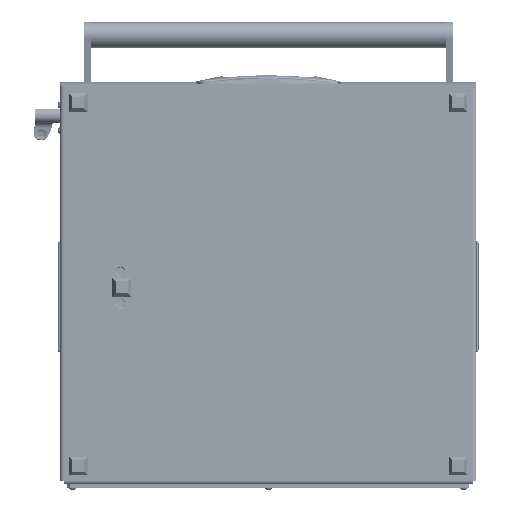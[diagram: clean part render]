
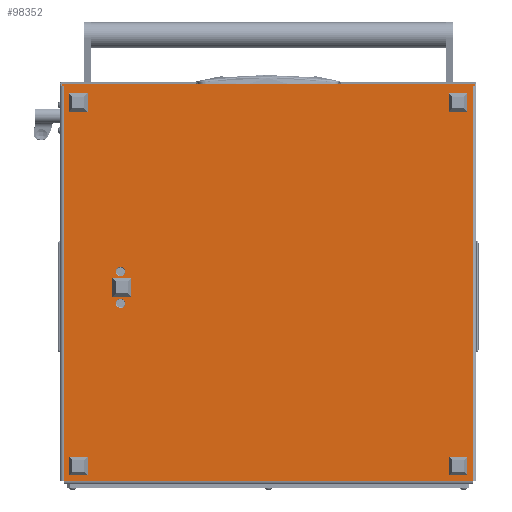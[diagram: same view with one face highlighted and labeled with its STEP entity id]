
A CAD part, front view. The second image highlights one B-rep face of the part: STEP entity #98352.
In plain terms, the highlighted face is planar.
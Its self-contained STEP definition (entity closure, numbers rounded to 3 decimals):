
#584 = ORIENTED_EDGE ( 'NONE', *, *, #60257, .T. ) ;
#587 = CARTESIAN_POINT ( 'NONE',  ( 0., -4., 0. ) ) ;
#1142 = ORIENTED_EDGE ( 'NONE', *, *, #201116, .F. ) ;
#3343 = CIRCLE ( 'NONE', #83241, 5.2 ) ;
#4584 = CARTESIAN_POINT ( 'NONE',  ( 0., 452., 0. ) ) ;
#4806 = ORIENTED_EDGE ( 'NONE', *, *, #77372, .F. ) ;
#5024 = DIRECTION ( 'NONE',  ( -1., 0., 0. ) ) ;
#6852 = EDGE_LOOP ( 'NONE', ( #122685, #156987 ) ) ;
#10293 = CARTESIAN_POINT ( 'NONE',  ( 0., 454., 0. ) ) ;
#11693 = DIRECTION ( 'NONE',  ( -1., 0., 0. ) ) ;
#15914 = ORIENTED_EDGE ( 'NONE', *, *, #134590, .F. ) ;
#16759 = LINE ( 'NONE', #79437, #87330 ) ;
#19573 = VECTOR ( 'NONE', #132311, 1000. ) ;
#22759 = DIRECTION ( 'NONE',  ( -1., 0., 0. ) ) ;
#22852 = DIRECTION ( 'NONE',  ( -1., 0., 0. ) ) ;
#24674 = VERTEX_POINT ( 'NONE', #183457 ) ;
#24677 = EDGE_CURVE ( 'NONE', #177378, #178870, #42490, .T. ) ;
#25332 = CARTESIAN_POINT ( 'NONE',  ( 240., 389., 0. ) ) ;
#25737 = LINE ( 'NONE', #74817, #78607 ) ;
#25957 = DIRECTION ( 'NONE',  ( 1., 0., 0. ) ) ;
#30704 = VERTEX_POINT ( 'NONE', #97169 ) ;
#36704 = EDGE_CURVE ( 'NONE', #176727, #82642, #114727, .T. ) ;
#37823 = CARTESIAN_POINT ( 'NONE',  ( -2., -2., 0. ) ) ;
#38737 = EDGE_CURVE ( 'NONE', #177378, #75007, #16759, .T. ) ;
#40248 = CIRCLE ( 'NONE', #113654, 5.2 ) ;
#40429 = DIRECTION ( 'NONE',  ( 0., -1., 0. ) ) ;
#41639 = LINE ( 'NONE', #88684, #96931 ) ;
#42490 = LINE ( 'NONE', #88509, #61953 ) ;
#46995 = CARTESIAN_POINT ( 'NONE',  ( 0., -2., 0. ) ) ;
#47477 = CARTESIAN_POINT ( 'NONE',  ( 210.2, 389., 0. ) ) ;
#48078 = DIRECTION ( 'NONE',  ( -1., 0., 0. ) ) ;
#48435 = VECTOR ( 'NONE', #204047, 1000. ) ;
#51879 = ORIENTED_EDGE ( 'NONE', *, *, #54666, .F. ) ;
#51943 = EDGE_CURVE ( 'NONE', #148880, #24674, #75783, .T. ) ;
#52042 = FACE_BOUND ( 'NONE', #6852, .T. ) ;
#54666 = EDGE_CURVE ( 'NONE', #30704, #166973, #40248, .T. ) ;
#60103 = CARTESIAN_POINT ( 'NONE',  ( 205., 389., 0. ) ) ;
#60257 = EDGE_CURVE ( 'NONE', #82642, #172386, #25737, .T. ) ;
#60418 = DIRECTION ( 'NONE',  ( 0., 1., 0. ) ) ;
#61953 = VECTOR ( 'NONE', #40429, 1000. ) ;
#68419 = DIRECTION ( 'NONE',  ( -1., 0., 0. ) ) ;
#68719 = CARTESIAN_POINT ( 'NONE',  ( 0., 0., 0. ) ) ;
#68783 = CARTESIAN_POINT ( 'NONE',  ( 0., 452., 0. ) ) ;
#70403 = VECTOR ( 'NONE', #5024, 1000. ) ;
#70775 = LINE ( 'NONE', #68719, #19573 ) ;
#74817 = CARTESIAN_POINT ( 'NONE',  ( -2., -4., 0. ) ) ;
#75007 = VERTEX_POINT ( 'NONE', #4584 ) ;
#75783 = CIRCLE ( 'NONE', #102527, 5.2 ) ;
#77372 = EDGE_CURVE ( 'NONE', #75007, #125031, #191548, .T. ) ;
#78607 = VECTOR ( 'NONE', #200990, 1000. ) ;
#78713 = CIRCLE ( 'NONE', #191857, 5.2 ) ;
#79437 = CARTESIAN_POINT ( 'NONE',  ( 0., 452., 0. ) ) ;
#79656 = CARTESIAN_POINT ( 'NONE',  ( 0., 0., 0. ) ) ;
#82642 = VERTEX_POINT ( 'NONE', #37823 ) ;
#83241 = AXIS2_PLACEMENT_3D ( 'NONE', #141731, #172091, #157428 ) ;
#85297 = ORIENTED_EDGE ( 'NONE', *, *, #108713, .F. ) ;
#87330 = VECTOR ( 'NONE', #48078, 1000. ) ;
#88509 = CARTESIAN_POINT ( 'NONE',  ( 436., 452., 0. ) ) ;
#88684 = CARTESIAN_POINT ( 'NONE',  ( 0., -4., 0. ) ) ;
#88909 = VECTOR ( 'NONE', #25957, 1000. ) ;
#92546 = CARTESIAN_POINT ( 'NONE',  ( 436., 0., 0. ) ) ;
#95300 = ORIENTED_EDGE ( 'NONE', *, *, #36704, .T. ) ;
#96931 = VECTOR ( 'NONE', #60418, 1000. ) ;
#97169 = CARTESIAN_POINT ( 'NONE',  ( 234.8, 389., 0. ) ) ;
#98352 = ADVANCED_FACE ( 'NONE', ( #52042, #164711, #133404 ), #166779, .T. ) ;
#98362 = CARTESIAN_POINT ( 'NONE',  ( -2., 454., 0. ) ) ;
#102527 = AXIS2_PLACEMENT_3D ( 'NONE', #60103, #205035, #22852 ) ;
#108713 = EDGE_CURVE ( 'NONE', #166973, #30704, #3343, .T. ) ;
#113654 = AXIS2_PLACEMENT_3D ( 'NONE', #25332, #170358, #11693 ) ;
#113951 = ORIENTED_EDGE ( 'NONE', *, *, #24677, .T. ) ;
#114727 = LINE ( 'NONE', #162667, #70403 ) ;
#117440 = CARTESIAN_POINT ( 'NONE',  ( 205., 389., 0. ) ) ;
#122685 = ORIENTED_EDGE ( 'NONE', *, *, #151080, .F. ) ;
#125031 = VERTEX_POINT ( 'NONE', #168393 ) ;
#126192 = EDGE_LOOP ( 'NONE', ( #51879, #85297 ) ) ;
#132311 = DIRECTION ( 'NONE',  ( 1., 0., 0. ) ) ;
#133404 = FACE_OUTER_BOUND ( 'NONE', #201304, .T. ) ;
#134590 = EDGE_CURVE ( 'NONE', #176727, #157087, #41639, .T. ) ;
#136840 = CARTESIAN_POINT ( 'NONE',  ( 245.2, 389., 0. ) ) ;
#137069 = AXIS2_PLACEMENT_3D ( 'NONE', #68783, #196994, #22759 ) ;
#141701 = LINE ( 'NONE', #10293, #88909 ) ;
#141731 = CARTESIAN_POINT ( 'NONE',  ( 240., 389., 0. ) ) ;
#141864 = ORIENTED_EDGE ( 'NONE', *, *, #191258, .T. ) ;
#148880 = VERTEX_POINT ( 'NONE', #47477 ) ;
#151080 = EDGE_CURVE ( 'NONE', #24674, #148880, #78713, .T. ) ;
#156577 = ORIENTED_EDGE ( 'NONE', *, *, #38737, .F. ) ;
#156987 = ORIENTED_EDGE ( 'NONE', *, *, #51943, .F. ) ;
#157087 = VERTEX_POINT ( 'NONE', #79656 ) ;
#157428 = DIRECTION ( 'NONE',  ( -1., 0., 0. ) ) ;
#162667 = CARTESIAN_POINT ( 'NONE',  ( 0., -2., 0. ) ) ;
#164711 = FACE_BOUND ( 'NONE', #126192, .T. ) ;
#166779 = PLANE ( 'NONE',  #137069 ) ;
#166973 = VERTEX_POINT ( 'NONE', #136840 ) ;
#168393 = CARTESIAN_POINT ( 'NONE',  ( 0., 454., 0. ) ) ;
#170358 = DIRECTION ( 'NONE',  ( 0., 0., -1. ) ) ;
#172091 = DIRECTION ( 'NONE',  ( 0., 0., -1. ) ) ;
#172386 = VERTEX_POINT ( 'NONE', #98362 ) ;
#176727 = VERTEX_POINT ( 'NONE', #46995 ) ;
#177378 = VERTEX_POINT ( 'NONE', #182310 ) ;
#178870 = VERTEX_POINT ( 'NONE', #92546 ) ;
#181080 = DIRECTION ( 'NONE',  ( 0., 0., -1. ) ) ;
#182310 = CARTESIAN_POINT ( 'NONE',  ( 436., 452., 0. ) ) ;
#183457 = CARTESIAN_POINT ( 'NONE',  ( 199.8, 389., 0. ) ) ;
#191258 = EDGE_CURVE ( 'NONE', #172386, #125031, #141701, .T. ) ;
#191548 = LINE ( 'NONE', #587, #48435 ) ;
#191857 = AXIS2_PLACEMENT_3D ( 'NONE', #117440, #181080, #68419 ) ;
#196994 = DIRECTION ( 'NONE',  ( 0., 0., -1. ) ) ;
#200990 = DIRECTION ( 'NONE',  ( 0., 1., 0. ) ) ;
#201116 = EDGE_CURVE ( 'NONE', #157087, #178870, #70775, .T. ) ;
#201304 = EDGE_LOOP ( 'NONE', ( #15914, #95300, #584, #141864, #4806, #156577, #113951, #1142 ) ) ;
#204047 = DIRECTION ( 'NONE',  ( 0., 1., 0. ) ) ;
#205035 = DIRECTION ( 'NONE',  ( 0., 0., -1. ) ) ;
